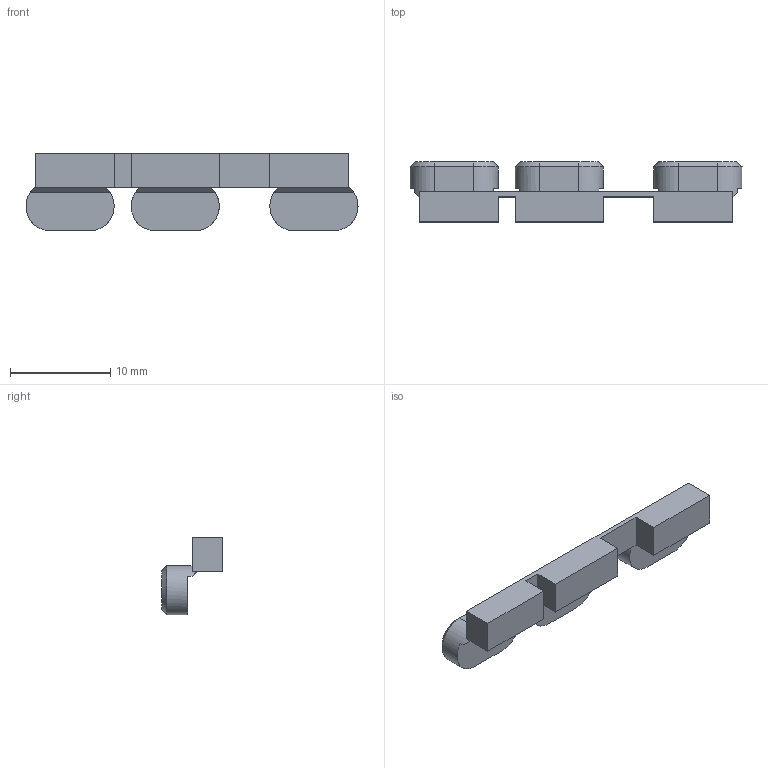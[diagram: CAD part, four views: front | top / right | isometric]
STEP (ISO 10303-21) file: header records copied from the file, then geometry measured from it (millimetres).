
FILE_DESCRIPTION (( 'STEP AP214' ), '1' );
FILE_NAME ('scout_V0_button_right.STEP', '2026-04-08T07:48:01', ( '' ), ( '' ), 'SwSTEP 2.0', 'SolidWorks 2024', '' );
FILE_SCHEMA (( 'AUTOMOTIVE_DESIGN' ));
Length unit declared in the file: millimetre
Products named in the file (1): scout_V0_button_right
Bounding box: 33.15 x 6 x 7.75 mm (x, y, z)
Volume: 561.4 mm3; surface area: 804.4 mm2
Topology: 1 solids, 1 shells, 50 faces, 130 edges, 82 vertices
Faces by surface type: plane 38, cylinder 6, cone 6
Entity records: 1529 total; most frequent: CARTESIAN_POINT 281, ORIENTED_EDGE 260, DIRECTION 250, EDGE_CURVE 130, VECTOR 100, LINE 100, VERTEX_POINT 82, AXIS2_PLACEMENT_3D 75
